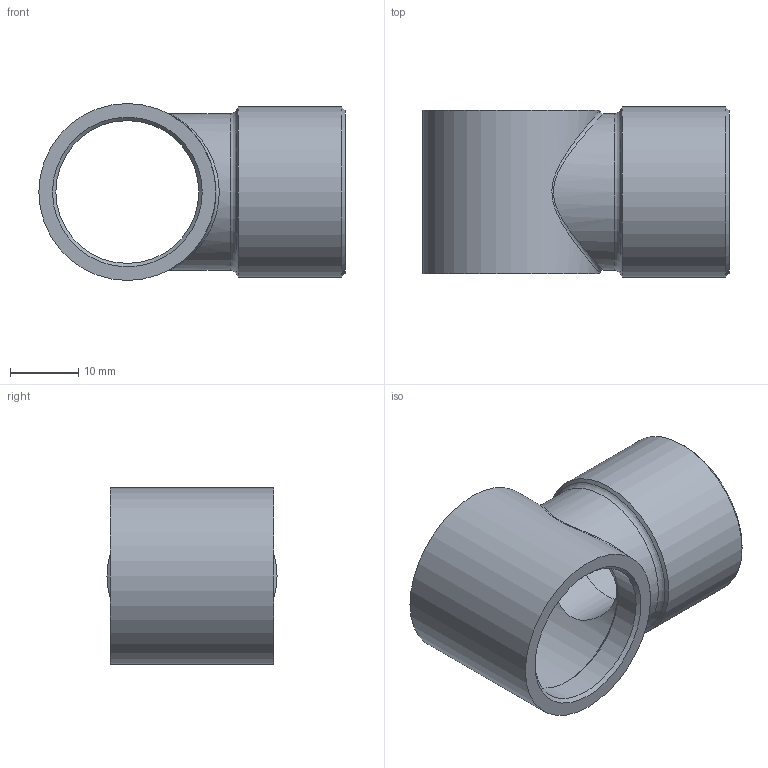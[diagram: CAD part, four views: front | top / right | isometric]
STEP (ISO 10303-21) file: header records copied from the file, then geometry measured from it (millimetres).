
FILE_DESCRIPTION( ( 'STEP AP214' ), '1' );
FILE_NAME( 'psolqas_9000_48.stp', '2021-03-04T17:30:16', ( 'License CC BY-ND 4.0' ), ( 'CADENAS' ), ' ', 'PARTsolutions', ' ' );
FILE_SCHEMA( ( 'AUTOMOTIVE_DESIGN { 1 0 10303 214 1 1 1 1 }' ) );
Length unit declared in the file: metre
Products named in the file (1): NONE
Bounding box: 45 x 25 x 26 mm (x, y, z)
Volume: 8220.9 mm3; surface area: 6487.8 mm2
Topology: 1 solids, 1 shells, 22 faces, 49 edges, 29 vertices
Faces by surface type: cylinder 8, cone 8, plane 3, bspline 2, torus 1
Full cylindrical faces by diameter (mm): 14 x1, 19 x1, 21 x2, 22 x1, 23 x1, 25 x1, 26 x1
Entity records: 1303 total; most frequent: CARTESIAN_POINT 704, DIRECTION 84, ORIENTED_EDGE 62, AXIS2_PLACEMENT_3D 42, EDGE_LOOP 42, EDGE_CURVE 31, FACE_OUTER_BOUND 30, VERTEX_POINT 27
